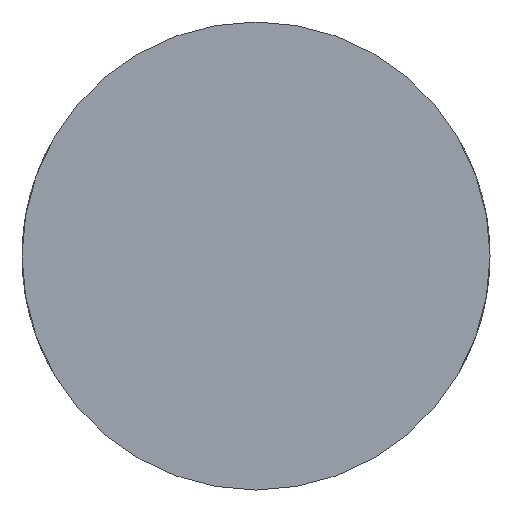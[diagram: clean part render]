
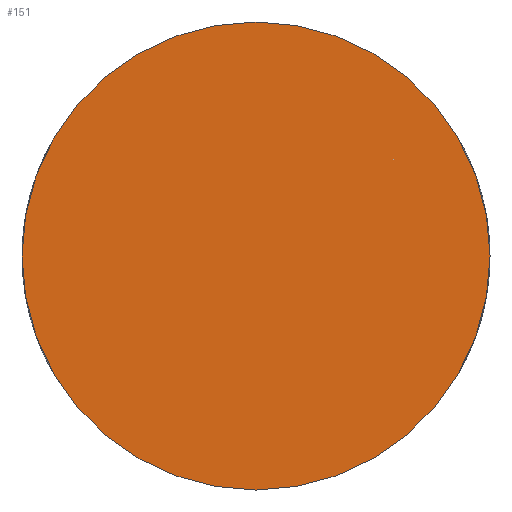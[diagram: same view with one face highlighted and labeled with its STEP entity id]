
A CAD part, front view. The second image highlights one B-rep face of the part: STEP entity #151.
In plain terms, the highlighted planar face has unit normal (0, -1, 0).
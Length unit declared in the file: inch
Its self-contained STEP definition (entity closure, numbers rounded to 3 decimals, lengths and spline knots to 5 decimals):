
#18=PLANE('',#190);
#29=CIRCLE('',#188,0.375);
#39=FACE_OUTER_BOUND('',#51,.T.);
#51=EDGE_LOOP('',(#138));
#81=VERTEX_POINT('',#338);
#99=EDGE_CURVE('',#81,#81,#29,.T.);
#138=ORIENTED_EDGE('',*,*,#99,.T.);
#151=ADVANCED_FACE('',(#39),#18,.F.);
#188=AXIS2_PLACEMENT_3D('',#340,#226,#227);
#190=AXIS2_PLACEMENT_3D('',#343,#231,#232);
#226=DIRECTION('center_axis',(0.,-1.,0.));
#227=DIRECTION('ref_axis',(1.,0.,0.));
#231=DIRECTION('center_axis',(0.,1.,0.));
#232=DIRECTION('ref_axis',(0.,0.,1.));
#338=CARTESIAN_POINT('',(-0.375,0.,0.));
#340=CARTESIAN_POINT('Origin',(0.,0.,0.));
#343=CARTESIAN_POINT('Origin',(0.,0.,0.));
